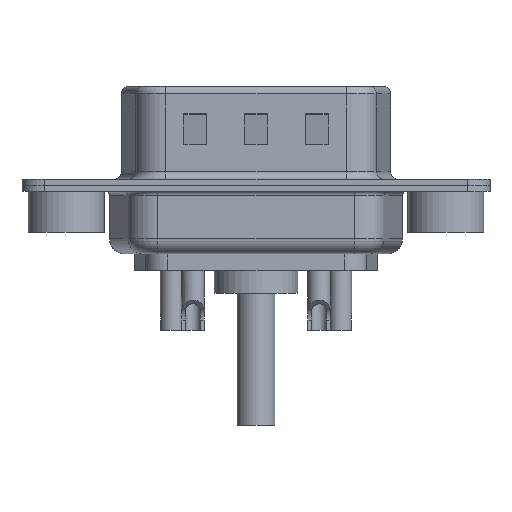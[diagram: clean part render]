
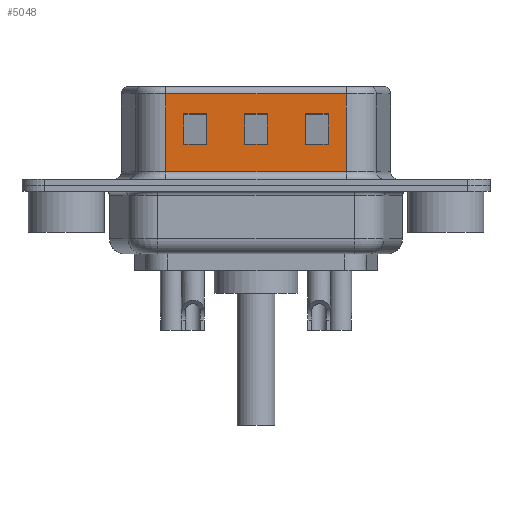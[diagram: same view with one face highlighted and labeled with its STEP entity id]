
A CAD part, front view. The second image highlights one B-rep face of the part: STEP entity #5048.
In plain terms, the highlighted planar face has unit normal (0, -1, 0).
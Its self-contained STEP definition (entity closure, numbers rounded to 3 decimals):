
#59 = CARTESIAN_POINT ( 'NONE',  ( 18.45, -4.58, 6.02 ) ) ;
#175 = EDGE_CURVE ( 'NONE', #6292, #9233, #12420, .T. ) ;
#366 = EDGE_CURVE ( 'NONE', #617, #9505, #3652, .T. ) ;
#416 = VERTEX_POINT ( 'NONE', #4715 ) ;
#456 = EDGE_CURVE ( 'NONE', #13997, #9505, #10817, .T. ) ;
#557 = VECTOR ( 'NONE', #11356, 1000. ) ;
#617 = VERTEX_POINT ( 'NONE', #59 ) ;
#670 = CARTESIAN_POINT ( 'NONE',  ( 17.25, -4.58, 6.52 ) ) ;
#728 = VERTEX_POINT ( 'NONE', #6019 ) ;
#801 = VECTOR ( 'NONE', #11022, 1000. ) ;
#954 = EDGE_CURVE ( 'NONE', #7022, #6292, #9624, .T. ) ;
#1070 = VECTOR ( 'NONE', #5179, 1000. ) ;
#1228 = EDGE_CURVE ( 'NONE', #11090, #2490, #4983, .T. ) ;
#1230 = DIRECTION ( 'NONE',  ( 1., 0., 0. ) ) ;
#1403 = VECTOR ( 'NONE', #9296, 1000. ) ;
#1473 = CARTESIAN_POINT ( 'NONE',  ( 11.75, -4.58, 4.705 ) ) ;
#1474 = LINE ( 'NONE', #13683, #6654 ) ;
#1548 = LINE ( 'NONE', #12307, #12573 ) ;
#1563 = CARTESIAN_POINT ( 'NONE',  ( 7.75, -4.58, 2.705 ) ) ;
#1585 = VECTOR ( 'NONE', #7169, 1000. ) ;
#1694 = EDGE_LOOP ( 'NONE', ( #4950, #9465, #10611, #6050 ) ) ;
#1748 = ORIENTED_EDGE ( 'NONE', *, *, #456, .T. ) ;
#1757 = CARTESIAN_POINT ( 'NONE',  ( 17.25, -4.58, 4.705 ) ) ;
#1865 = ORIENTED_EDGE ( 'NONE', *, *, #6158, .T. ) ;
#1974 = EDGE_CURVE ( 'NONE', #10264, #11090, #12355, .T. ) ;
#1987 = ORIENTED_EDGE ( 'NONE', *, *, #10809, .T. ) ;
#2022 = CARTESIAN_POINT ( 'NONE',  ( 14.45, -4.58, 2.705 ) ) ;
#2041 = VECTOR ( 'NONE', #5300, 1000. ) ;
#2144 = FACE_OUTER_BOUND ( 'NONE', #3418, .T. ) ;
#2245 = CARTESIAN_POINT ( 'NONE',  ( 7.75, -4.58, 6.52 ) ) ;
#2381 = CARTESIAN_POINT ( 'NONE',  ( 18.45, -4.58, 0.9 ) ) ;
#2490 = VERTEX_POINT ( 'NONE', #1473 ) ;
#2618 = LINE ( 'NONE', #670, #10635 ) ;
#2760 = CARTESIAN_POINT ( 'NONE',  ( 22.45, -4.58, 2.705 ) ) ;
#2877 = ORIENTED_EDGE ( 'NONE', *, *, #12300, .T. ) ;
#3223 = EDGE_CURVE ( 'NONE', #6488, #7022, #12167, .T. ) ;
#3260 = VECTOR ( 'NONE', #8111, 1000. ) ;
#3418 = EDGE_LOOP ( 'NONE', ( #7803, #8905, #1865, #1748 ) ) ;
#3444 = CARTESIAN_POINT ( 'NONE',  ( 14.45, -4.58, 4.705 ) ) ;
#3486 = EDGE_CURVE ( 'NONE', #13729, #10264, #5829, .T. ) ;
#3593 = VECTOR ( 'NONE', #6142, 1000. ) ;
#3652 = LINE ( 'NONE', #13928, #4520 ) ;
#3731 = CARTESIAN_POINT ( 'NONE',  ( 18.45, -4.58, 0.9 ) ) ;
#3742 = CARTESIAN_POINT ( 'NONE',  ( 6.55, -4.58, 6.02 ) ) ;
#3772 = VECTOR ( 'NONE', #11122, 1000. ) ;
#3837 = CARTESIAN_POINT ( 'NONE',  ( 22.45, -4.58, 4.705 ) ) ;
#4196 = CARTESIAN_POINT ( 'NONE',  ( 18.45, -4.58, 4.705 ) ) ;
#4388 = LINE ( 'NONE', #13977, #1070 ) ;
#4520 = VECTOR ( 'NONE', #13941, 1000. ) ;
#4544 = LINE ( 'NONE', #3837, #1585 ) ;
#4665 = EDGE_CURVE ( 'NONE', #9233, #6488, #1474, .T. ) ;
#4715 = CARTESIAN_POINT ( 'NONE',  ( 15.75, -4.58, 4.705 ) ) ;
#4743 = DIRECTION ( 'NONE',  ( 0., 1., 0. ) ) ;
#4935 = EDGE_CURVE ( 'NONE', #2490, #13729, #10048, .T. ) ;
#4950 = ORIENTED_EDGE ( 'NONE', *, *, #4935, .T. ) ;
#4983 = LINE ( 'NONE', #11123, #2041 ) ;
#4984 = EDGE_CURVE ( 'NONE', #617, #12144, #5793, .T. ) ;
#4997 = VECTOR ( 'NONE', #11997, 1000. ) ;
#5048 = ADVANCED_FACE ( 'NONE', ( #10901, #5077, #5434, #2144 ), #7044, .F. ) ;
#5077 = FACE_BOUND ( 'NONE', #11098, .T. ) ;
#5109 = CARTESIAN_POINT ( 'NONE',  ( 18.45, -4.58, 2.705 ) ) ;
#5179 = DIRECTION ( 'NONE',  ( 0., 0., -1. ) ) ;
#5219 = CARTESIAN_POINT ( 'NONE',  ( 9.25, -4.58, 4.705 ) ) ;
#5300 = DIRECTION ( 'NONE',  ( 0., 0., 1. ) ) ;
#5434 = FACE_BOUND ( 'NONE', #1694, .T. ) ;
#5590 = DIRECTION ( 'NONE',  ( 1., 0., 0. ) ) ;
#5793 = LINE ( 'NONE', #8010, #557 ) ;
#5826 = EDGE_LOOP ( 'NONE', ( #11185, #12440, #6792, #10747 ) ) ;
#5829 = LINE ( 'NONE', #11218, #3260 ) ;
#6019 = CARTESIAN_POINT ( 'NONE',  ( 17.25, -4.58, 2.705 ) ) ;
#6050 = ORIENTED_EDGE ( 'NONE', *, *, #1228, .T. ) ;
#6142 = DIRECTION ( 'NONE',  ( -1., 0., 0. ) ) ;
#6158 = EDGE_CURVE ( 'NONE', #12144, #13997, #4388, .T. ) ;
#6292 = VERTEX_POINT ( 'NONE', #11125 ) ;
#6434 = EDGE_CURVE ( 'NONE', #416, #12240, #4544, .T. ) ;
#6488 = VERTEX_POINT ( 'NONE', #12745 ) ;
#6573 = CARTESIAN_POINT ( 'NONE',  ( 11.75, -4.58, 2.705 ) ) ;
#6654 = VECTOR ( 'NONE', #11548, 1000. ) ;
#6792 = ORIENTED_EDGE ( 'NONE', *, *, #954, .T. ) ;
#6810 = VECTOR ( 'NONE', #5590, 1000. ) ;
#6834 = DIRECTION ( 'NONE',  ( 0., 0., 1. ) ) ;
#6908 = LINE ( 'NONE', #2760, #1403 ) ;
#7022 = VERTEX_POINT ( 'NONE', #1563 ) ;
#7044 = PLANE ( 'NONE',  #10431 ) ;
#7169 = DIRECTION ( 'NONE',  ( 1., 0., 0. ) ) ;
#7449 = VERTEX_POINT ( 'NONE', #11408 ) ;
#7803 = ORIENTED_EDGE ( 'NONE', *, *, #366, .F. ) ;
#7896 = EDGE_CURVE ( 'NONE', #7449, #416, #1548, .T. ) ;
#8010 = CARTESIAN_POINT ( 'NONE',  ( 18.45, -4.58, 6.02 ) ) ;
#8111 = DIRECTION ( 'NONE',  ( 0., 0., -1. ) ) ;
#8203 = DIRECTION ( 'NONE',  ( 0., 0., 1. ) ) ;
#8905 = ORIENTED_EDGE ( 'NONE', *, *, #4984, .T. ) ;
#9142 = VECTOR ( 'NONE', #1230, 1000. ) ;
#9233 = VERTEX_POINT ( 'NONE', #5219 ) ;
#9260 = CARTESIAN_POINT ( 'NONE',  ( 18.45, -4.58, 6.52 ) ) ;
#9296 = DIRECTION ( 'NONE',  ( -1., 0., 0. ) ) ;
#9465 = ORIENTED_EDGE ( 'NONE', *, *, #3486, .T. ) ;
#9505 = VERTEX_POINT ( 'NONE', #2381 ) ;
#9514 = ORIENTED_EDGE ( 'NONE', *, *, #7896, .T. ) ;
#9624 = LINE ( 'NONE', #2245, #3772 ) ;
#10048 = LINE ( 'NONE', #4196, #6810 ) ;
#10068 = CARTESIAN_POINT ( 'NONE',  ( 6.55, -4.58, 0.9 ) ) ;
#10264 = VERTEX_POINT ( 'NONE', #10576 ) ;
#10431 = AXIS2_PLACEMENT_3D ( 'NONE', #9260, #4743, #8203 ) ;
#10576 = CARTESIAN_POINT ( 'NONE',  ( 13.25, -4.58, 2.705 ) ) ;
#10611 = ORIENTED_EDGE ( 'NONE', *, *, #1974, .T. ) ;
#10635 = VECTOR ( 'NONE', #13938, 1000. ) ;
#10747 = ORIENTED_EDGE ( 'NONE', *, *, #175, .T. ) ;
#10809 = EDGE_CURVE ( 'NONE', #728, #7449, #6908, .T. ) ;
#10817 = LINE ( 'NONE', #3731, #4997 ) ;
#10847 = CARTESIAN_POINT ( 'NONE',  ( 13.25, -4.58, 4.705 ) ) ;
#10901 = FACE_BOUND ( 'NONE', #5826, .T. ) ;
#11022 = DIRECTION ( 'NONE',  ( -1., 0., 0. ) ) ;
#11090 = VERTEX_POINT ( 'NONE', #6573 ) ;
#11098 = EDGE_LOOP ( 'NONE', ( #2877, #1987, #9514, #12074 ) ) ;
#11122 = DIRECTION ( 'NONE',  ( 0., 0., 1. ) ) ;
#11123 = CARTESIAN_POINT ( 'NONE',  ( 11.75, -4.58, 6.52 ) ) ;
#11125 = CARTESIAN_POINT ( 'NONE',  ( 7.75, -4.58, 4.705 ) ) ;
#11185 = ORIENTED_EDGE ( 'NONE', *, *, #4665, .T. ) ;
#11218 = CARTESIAN_POINT ( 'NONE',  ( 13.25, -4.58, 6.52 ) ) ;
#11356 = DIRECTION ( 'NONE',  ( -1., 0., 0. ) ) ;
#11408 = CARTESIAN_POINT ( 'NONE',  ( 15.75, -4.58, 2.705 ) ) ;
#11548 = DIRECTION ( 'NONE',  ( 0., 0., -1. ) ) ;
#11997 = DIRECTION ( 'NONE',  ( 1., 0., 0. ) ) ;
#12074 = ORIENTED_EDGE ( 'NONE', *, *, #6434, .T. ) ;
#12144 = VERTEX_POINT ( 'NONE', #3742 ) ;
#12167 = LINE ( 'NONE', #2022, #801 ) ;
#12240 = VERTEX_POINT ( 'NONE', #1757 ) ;
#12300 = EDGE_CURVE ( 'NONE', #12240, #728, #2618, .T. ) ;
#12307 = CARTESIAN_POINT ( 'NONE',  ( 15.75, -4.58, 6.52 ) ) ;
#12355 = LINE ( 'NONE', #5109, #3593 ) ;
#12420 = LINE ( 'NONE', #3444, #9142 ) ;
#12440 = ORIENTED_EDGE ( 'NONE', *, *, #3223, .T. ) ;
#12573 = VECTOR ( 'NONE', #6834, 1000. ) ;
#12745 = CARTESIAN_POINT ( 'NONE',  ( 9.25, -4.58, 2.705 ) ) ;
#13683 = CARTESIAN_POINT ( 'NONE',  ( 9.25, -4.58, 6.52 ) ) ;
#13729 = VERTEX_POINT ( 'NONE', #10847 ) ;
#13928 = CARTESIAN_POINT ( 'NONE',  ( 18.45, -4.58, 6.52 ) ) ;
#13938 = DIRECTION ( 'NONE',  ( 0., 0., -1. ) ) ;
#13941 = DIRECTION ( 'NONE',  ( 0., 0., -1. ) ) ;
#13977 = CARTESIAN_POINT ( 'NONE',  ( 6.55, -4.58, 6.52 ) ) ;
#13997 = VERTEX_POINT ( 'NONE', #10068 ) ;
